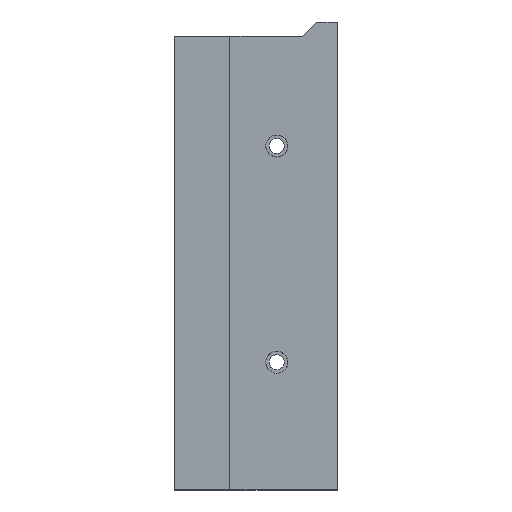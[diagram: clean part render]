
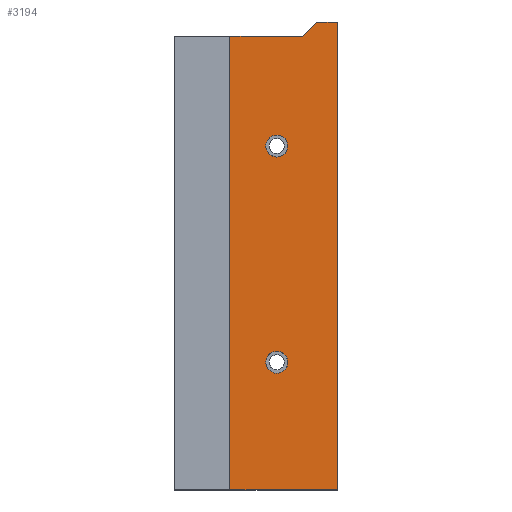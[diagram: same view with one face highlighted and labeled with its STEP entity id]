
A CAD part, front view. The second image highlights one B-rep face of the part: STEP entity #3194.
In plain terms, the highlighted free-form (B-spline) face has degree [1, 1] with [2, 3] control points.
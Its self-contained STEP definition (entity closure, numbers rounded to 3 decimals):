
#1990=CARTESIAN_POINT('',(267.552,42.732,570.05));
#1991=VERTEX_POINT('',#1990);
#1992=CARTESIAN_POINT('',(267.552,42.732,470.05));
#1993=VERTEX_POINT('',#1992);
#1994=CARTESIAN_POINT('',(267.552,42.732,570.05));
#1995=CARTESIAN_POINT('',(267.552,42.732,536.716));
#1996=CARTESIAN_POINT('',(267.552,42.732,503.383));
#1997=CARTESIAN_POINT('',(267.552,42.732,470.05));
#1998=B_SPLINE_CURVE_WITH_KNOTS('',3,(#1994,#1995,#1996,#1997),.UNSPECIFIED.,.F.,.F.,(4,4),(0.126,0.226),.UNSPECIFIED.);
#1999=EDGE_CURVE('',#1991,#1993,#1998,.T.);
#2431=CARTESIAN_POINT('',(260.073,42.732,567.05));
#2432=VERTEX_POINT('',#2431);
#2448=CARTESIAN_POINT('',(244.573,42.732,567.05));
#2449=VERTEX_POINT('',#2448);
#2456=CARTESIAN_POINT('',(244.573,42.732,567.05));
#2457=CARTESIAN_POINT('',(249.74,42.732,567.05));
#2458=CARTESIAN_POINT('',(254.906,42.732,567.05));
#2459=CARTESIAN_POINT('',(260.073,42.732,567.05));
#2460=B_SPLINE_CURVE_WITH_KNOTS('',3,(#2456,#2457,#2458,#2459),.UNSPECIFIED.,.F.,.F.,(4,4),(0.087,0.103),.UNSPECIFIED.);
#2461=EDGE_CURVE('',#2449,#2432,#2460,.T.);
#2507=CARTESIAN_POINT('',(244.573,42.732,470.05));
#2508=VERTEX_POINT('',#2507);
#2509=CARTESIAN_POINT('',(244.573,42.732,470.05));
#2510=CARTESIAN_POINT('',(252.233,42.732,470.05));
#2511=CARTESIAN_POINT('',(259.893,42.732,470.05));
#2512=CARTESIAN_POINT('',(267.552,42.732,470.05));
#2513=B_SPLINE_CURVE_WITH_KNOTS('',3,(#2509,#2510,#2511,#2512),.UNSPECIFIED.,.F.,.F.,(4,4),(0.005,0.028),.UNSPECIFIED.);
#2514=EDGE_CURVE('',#2508,#1993,#2513,.T.);
#2737=CARTESIAN_POINT('',(244.573,42.732,567.05));
#2738=CARTESIAN_POINT('',(244.573,42.732,534.716));
#2739=CARTESIAN_POINT('',(244.573,42.732,502.383));
#2740=CARTESIAN_POINT('',(244.573,42.732,470.05));
#2741=B_SPLINE_CURVE_WITH_KNOTS('',3,(#2737,#2738,#2739,#2740),.UNSPECIFIED.,.F.,.F.,(4,4),(0.4,0.497),.UNSPECIFIED.);
#2742=EDGE_CURVE('',#2449,#2508,#2741,.T.);
#3098=CARTESIAN_POINT('',(263.073,42.732,570.05));
#3099=VERTEX_POINT('',#3098);
#3106=CARTESIAN_POINT('',(263.073,42.732,570.05));
#3107=CARTESIAN_POINT('',(264.566,42.732,570.05));
#3108=CARTESIAN_POINT('',(266.059,42.732,570.05));
#3109=CARTESIAN_POINT('',(267.552,42.732,570.05));
#3110=B_SPLINE_CURVE_WITH_KNOTS('',3,(#3106,#3107,#3108,#3109),.UNSPECIFIED.,.F.,.F.,(4,4),(0.03,0.034),.UNSPECIFIED.);
#3111=EDGE_CURVE('',#3099,#1991,#3110,.T.);
#3129=CARTESIAN_POINT('',(260.073,42.732,567.05));
#3130=CARTESIAN_POINT('',(261.073,42.732,568.05));
#3131=CARTESIAN_POINT('',(262.073,42.732,569.05));
#3132=CARTESIAN_POINT('',(263.073,42.732,570.05));
#3133=B_SPLINE_CURVE_WITH_KNOTS('',3,(#3129,#3130,#3131,#3132),.UNSPECIFIED.,.F.,.F.,(4,4),(0.,0.004),.UNSPECIFIED.);
#3134=EDGE_CURVE('',#2432,#3099,#3133,.T.);
#3139=CARTESIAN_POINT('',(267.853,42.732,570.05));
#3140=CARTESIAN_POINT('',(267.573,42.732,570.05));
#3141=CARTESIAN_POINT('',(239.57,42.732,570.05));
#3142=CARTESIAN_POINT('',(267.853,42.732,470.05));
#3143=CARTESIAN_POINT('',(267.573,42.732,470.05));
#3144=CARTESIAN_POINT('',(239.57,42.732,470.05));
#3145=B_SPLINE_SURFACE_WITH_KNOTS('',1,1,((#3139,#3140,#3141),(#3142,#3143,#3144)),.UNSPECIFIED.,.F.,.F.,.U.,(2,2),(2,1,2),(0.,1.),(-0.01,0.,1.),.UNSPECIFIED.);
#3146=CARTESIAN_POINT('',(252.527,42.732,544.706));
#3147=VERTEX_POINT('',#3146);
#3148=CARTESIAN_POINT('',(254.573,42.732,541.2));
#3149=VERTEX_POINT('',#3148);
#3150=CARTESIAN_POINT('',(254.573,42.732,543.55));
#3151=DIRECTION('',(0.,1.,0.));
#3152=DIRECTION('',(-0.871,-0.,0.492));
#3153=AXIS2_PLACEMENT_3D('',#3150,#3151,#3152);
#3154=CIRCLE('',#3153,2.35);
#3155=EDGE_CURVE('',#3147,#3149,#3154,.T.);
#3156=ORIENTED_EDGE('',*,*,#3155,.T.);
#3157=CARTESIAN_POINT('',(254.573,42.732,543.55));
#3158=DIRECTION('',(0.,1.,0.));
#3159=DIRECTION('',(-0.871,-0.,0.492));
#3160=AXIS2_PLACEMENT_3D('',#3157,#3158,#3159);
#3161=CIRCLE('',#3160,2.35);
#3162=EDGE_CURVE('',#3149,#3147,#3161,.T.);
#3163=ORIENTED_EDGE('',*,*,#3162,.T.);
#3164=EDGE_LOOP('',(#3156,#3163));
#3165=FACE_BOUND('',#3164,.T.);
#3166=CARTESIAN_POINT('',(252.397,42.732,498.237));
#3167=VERTEX_POINT('',#3166);
#3168=CARTESIAN_POINT('',(254.573,42.732,495.));
#3169=VERTEX_POINT('',#3168);
#3170=CARTESIAN_POINT('',(254.573,42.732,497.35));
#3171=DIRECTION('',(0.,1.,0.));
#3172=DIRECTION('',(-0.926,-0.,0.378));
#3173=AXIS2_PLACEMENT_3D('',#3170,#3171,#3172);
#3174=CIRCLE('',#3173,2.35);
#3175=EDGE_CURVE('',#3167,#3169,#3174,.T.);
#3176=ORIENTED_EDGE('',*,*,#3175,.T.);
#3177=CARTESIAN_POINT('',(254.573,42.732,497.35));
#3178=DIRECTION('',(0.,1.,0.));
#3179=DIRECTION('',(-0.926,-0.,0.378));
#3180=AXIS2_PLACEMENT_3D('',#3177,#3178,#3179);
#3181=CIRCLE('',#3180,2.35);
#3182=EDGE_CURVE('',#3169,#3167,#3181,.T.);
#3183=ORIENTED_EDGE('',*,*,#3182,.T.);
#3184=EDGE_LOOP('',(#3176,#3183));
#3185=FACE_BOUND('',#3184,.T.);
#3186=ORIENTED_EDGE('',*,*,#2461,.F.);
#3187=ORIENTED_EDGE('',*,*,#2742,.T.);
#3188=ORIENTED_EDGE('',*,*,#2514,.T.);
#3189=ORIENTED_EDGE('',*,*,#1999,.F.);
#3190=ORIENTED_EDGE('',*,*,#3111,.F.);
#3191=ORIENTED_EDGE('',*,*,#3134,.F.);
#3192=EDGE_LOOP('',(#3186,#3187,#3188,#3189,#3190,#3191));
#3193=FACE_BOUND('',#3192,.T.);
#3194=ADVANCED_FACE('',(#3165,#3185,#3193),#3145,.F.);
